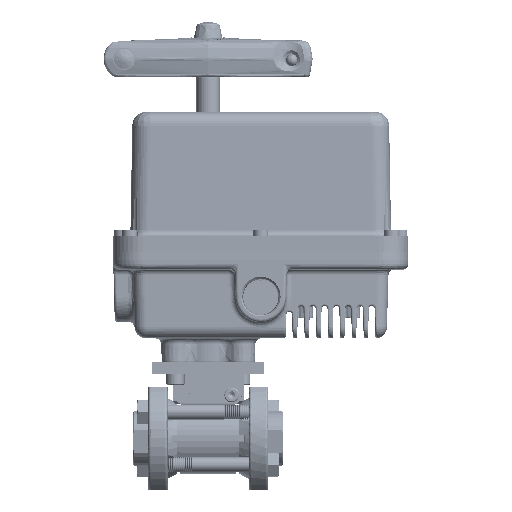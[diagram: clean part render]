
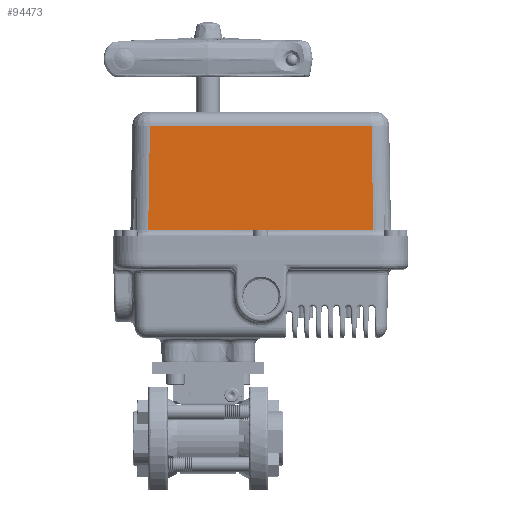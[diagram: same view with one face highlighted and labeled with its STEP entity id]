
A CAD part, top view. The second image highlights one B-rep face of the part: STEP entity #94473.
In plain terms, the highlighted planar face has unit normal (0, 0.018, 1).
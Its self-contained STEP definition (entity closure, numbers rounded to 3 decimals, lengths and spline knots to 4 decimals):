
#1452 = EDGE_LOOP ( 'NONE', ( #119632, #105066, #4793, #94543 ) ) ;
#3431 = DIRECTION ( 'NONE',  ( -0.017, 1., -0.017 ) ) ;
#3841 = DIRECTION ( 'NONE',  ( 0., -1., 0.017 ) ) ;
#4793 = ORIENTED_EDGE ( 'NONE', *, *, #143907, .T. ) ;
#5427 = CARTESIAN_POINT ( 'NONE',  ( -1.2704, 4.4028, 2.4624 ) ) ;
#23678 = CARTESIAN_POINT ( 'NONE',  ( -1.271, 4.3698, 2.4629 ) ) ;
#25112 = AXIS2_PLACEMENT_3D ( 'NONE', #137280, #76710, #3841 ) ;
#25219 = EDGE_CURVE ( 'NONE', #96438, #121366, #117216, .T. ) ;
#29395 = VECTOR ( 'NONE', #29645, 39.3701 ) ;
#29645 = DIRECTION ( 'NONE',  ( 1., 0., 0. ) ) ;
#39511 = CARTESIAN_POINT ( 'NONE',  ( 3.4997, 4.2735, 2.4646 ) ) ;
#41140 = CARTESIAN_POINT ( 'NONE',  ( -1.2318, 6.6177, 2.4237 ) ) ;
#49118 = DIRECTION ( 'NONE',  ( -1., 0., 0. ) ) ;
#56659 = CARTESIAN_POINT ( 'NONE',  ( 3.4588, 6.6177, 2.4237 ) ) ;
#64439 = PLANE ( 'NONE',  #25112 ) ;
#70378 = FACE_OUTER_BOUND ( 'NONE', #1452, .T. ) ;
#73160 = DIRECTION ( 'NONE',  ( -0.017, -1., 0.017 ) ) ;
#76710 = DIRECTION ( 'NONE',  ( 0., 0.017, 1. ) ) ;
#77644 = EDGE_CURVE ( 'NONE', #93267, #122577, #90250, .T. ) ;
#85623 = VECTOR ( 'NONE', #3431, 39.3701 ) ;
#88669 = VECTOR ( 'NONE', #49118, 39.3701 ) ;
#89393 = LINE ( 'NONE', #39511, #85623 ) ;
#90250 = LINE ( 'NONE', #114709, #29395 ) ;
#93267 = VERTEX_POINT ( 'NONE', #5427 ) ;
#94473 = ADVANCED_FACE ( 'NONE', ( #70378 ), #64439, .T. ) ;
#94543 = ORIENTED_EDGE ( 'NONE', *, *, #25219, .T. ) ;
#96438 = VERTEX_POINT ( 'NONE', #56659 ) ;
#103027 = EDGE_CURVE ( 'NONE', #121366, #93267, #140349, .T. ) ;
#105066 = ORIENTED_EDGE ( 'NONE', *, *, #77644, .T. ) ;
#107938 = VECTOR ( 'NONE', #73160, 39.3701 ) ;
#114709 = CARTESIAN_POINT ( 'NONE',  ( 3.8745, 4.4028, 2.4624 ) ) ;
#117216 = LINE ( 'NONE', #134189, #88669 ) ;
#119632 = ORIENTED_EDGE ( 'NONE', *, *, #103027, .T. ) ;
#121366 = VERTEX_POINT ( 'NONE', #41140 ) ;
#122577 = VERTEX_POINT ( 'NONE', #146896 ) ;
#134189 = CARTESIAN_POINT ( 'NONE',  ( -1.2266, 6.6177, 2.4237 ) ) ;
#137280 = CARTESIAN_POINT ( 'NONE',  ( 3.8745, 4.28, 2.4645 ) ) ;
#140349 = LINE ( 'NONE', #23678, #107938 ) ;
#143907 = EDGE_CURVE ( 'NONE', #122577, #96438, #89393, .T. ) ;
#146896 = CARTESIAN_POINT ( 'NONE',  ( 3.4974, 4.4028, 2.4624 ) ) ;
